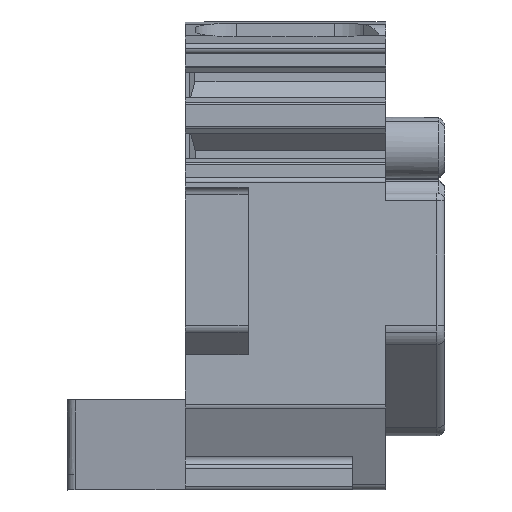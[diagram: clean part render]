
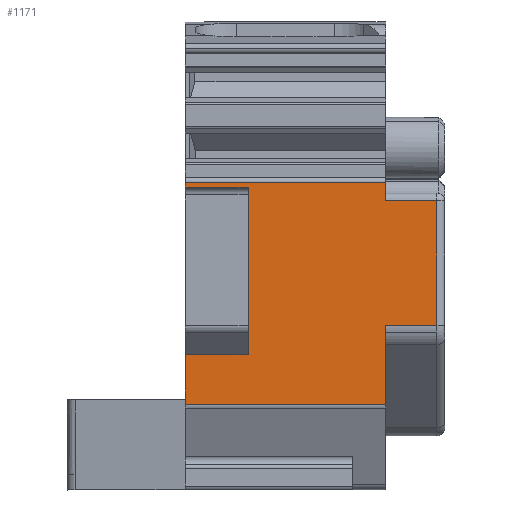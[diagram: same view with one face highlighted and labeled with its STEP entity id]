
A CAD part, front view. The second image highlights one B-rep face of the part: STEP entity #1171.
In plain terms, the highlighted planar face has unit normal (0, -1, 0).
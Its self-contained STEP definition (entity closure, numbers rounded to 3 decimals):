
#1094=AXIS2_PLACEMENT_3D('Plane Axis2P3D',#1091,#1092,#1093) ;
#41=CARTESIAN_POINT('Vertex',(6.,0.,15.402)) ;
#57=CARTESIAN_POINT('Vertex',(9.2,0.,15.402)) ;
#60=CARTESIAN_POINT('Line Origine',(7.6,0.,15.402)) ;
#119=CARTESIAN_POINT('Line Origine',(6.,0.,15.527)) ;
#123=CARTESIAN_POINT('Vertex',(6.,0.,15.652)) ;
#1026=CARTESIAN_POINT('Vertex',(9.2,0.,6.885)) ;
#1029=CARTESIAN_POINT('Line Origine',(9.2,0.,11.144)) ;
#1091=CARTESIAN_POINT('Axis2P3D Location',(16.2,0.,4.366)) ;
#1096=CARTESIAN_POINT('Line Origine',(16.2,0.,6.375)) ;
#1100=CARTESIAN_POINT('Vertex',(16.2,0.,4.366)) ;
#1102=CARTESIAN_POINT('Vertex',(16.2,0.,8.384)) ;
#1105=CARTESIAN_POINT('Line Origine',(17.5,0.,8.384)) ;
#1109=CARTESIAN_POINT('Vertex',(18.8,0.,8.384)) ;
#1112=CARTESIAN_POINT('Line Origine',(18.8,0.,11.543)) ;
#1116=CARTESIAN_POINT('Vertex',(18.8,0.,14.702)) ;
#1119=CARTESIAN_POINT('Line Origine',(17.5,0.,14.702)) ;
#1123=CARTESIAN_POINT('Vertex',(16.2,0.,14.702)) ;
#1126=CARTESIAN_POINT('Line Origine',(16.2,0.,15.177)) ;
#1130=CARTESIAN_POINT('Vertex',(16.2,0.,15.652)) ;
#1133=CARTESIAN_POINT('Line Origine',(11.1,0.,15.652)) ;
#1138=CARTESIAN_POINT('Line Origine',(7.6,0.,6.885)) ;
#1142=CARTESIAN_POINT('Vertex',(6.,0.,6.885)) ;
#1145=CARTESIAN_POINT('Line Origine',(6.,0.,5.625)) ;
#1149=CARTESIAN_POINT('Vertex',(6.,0.,4.366)) ;
#1152=CARTESIAN_POINT('Line Origine',(11.1,0.,4.366)) ;
#61=DIRECTION('Vector Direction',(-1.,0.,0.)) ;
#120=DIRECTION('Vector Direction',(0.,0.,1.)) ;
#1030=DIRECTION('Vector Direction',(0.,0.,1.)) ;
#1092=DIRECTION('Axis2P3D Direction',(0.,1.,-0.)) ;
#1093=DIRECTION('Axis2P3D XDirection',(0.,0.,1.)) ;
#1097=DIRECTION('Vector Direction',(0.,0.,1.)) ;
#1106=DIRECTION('Vector Direction',(1.,0.,0.)) ;
#1113=DIRECTION('Vector Direction',(0.,0.,-1.)) ;
#1120=DIRECTION('Vector Direction',(-1.,0.,0.)) ;
#1127=DIRECTION('Vector Direction',(0.,0.,1.)) ;
#1134=DIRECTION('Vector Direction',(-1.,0.,0.)) ;
#1139=DIRECTION('Vector Direction',(-1.,0.,0.)) ;
#1146=DIRECTION('Vector Direction',(0.,0.,1.)) ;
#1153=DIRECTION('Vector Direction',(1.,0.,0.)) ;
#62=VECTOR('Line Direction',#61,1.) ;
#121=VECTOR('Line Direction',#120,1.) ;
#1031=VECTOR('Line Direction',#1030,1.) ;
#1098=VECTOR('Line Direction',#1097,1.) ;
#1107=VECTOR('Line Direction',#1106,1.) ;
#1114=VECTOR('Line Direction',#1113,1.) ;
#1121=VECTOR('Line Direction',#1120,1.) ;
#1128=VECTOR('Line Direction',#1127,1.) ;
#1135=VECTOR('Line Direction',#1134,1.) ;
#1140=VECTOR('Line Direction',#1139,1.) ;
#1147=VECTOR('Line Direction',#1146,1.) ;
#1154=VECTOR('Line Direction',#1153,1.) ;
#1158=ORIENTED_EDGE('',*,*,#1104,.T.) ;
#1159=ORIENTED_EDGE('',*,*,#1111,.T.) ;
#1160=ORIENTED_EDGE('',*,*,#1118,.T.) ;
#1161=ORIENTED_EDGE('',*,*,#1125,.T.) ;
#1162=ORIENTED_EDGE('',*,*,#1132,.T.) ;
#1163=ORIENTED_EDGE('',*,*,#1137,.T.) ;
#1164=ORIENTED_EDGE('',*,*,#125,.F.) ;
#1165=ORIENTED_EDGE('',*,*,#64,.F.) ;
#1166=ORIENTED_EDGE('',*,*,#1033,.F.) ;
#1167=ORIENTED_EDGE('',*,*,#1144,.T.) ;
#1168=ORIENTED_EDGE('',*,*,#1151,.F.) ;
#1169=ORIENTED_EDGE('',*,*,#1156,.T.) ;
#1171=ADVANCED_FACE('MLD',(#1170),#1095,.F.) ;
#64=EDGE_CURVE('',#58,#42,#63,.T.) ;
#125=EDGE_CURVE('',#42,#124,#122,.T.) ;
#1033=EDGE_CURVE('',#1027,#58,#1032,.T.) ;
#1104=EDGE_CURVE('',#1101,#1103,#1099,.T.) ;
#1111=EDGE_CURVE('',#1103,#1110,#1108,.T.) ;
#1118=EDGE_CURVE('',#1110,#1117,#1115,.F.) ;
#1125=EDGE_CURVE('',#1117,#1124,#1122,.T.) ;
#1132=EDGE_CURVE('',#1124,#1131,#1129,.T.) ;
#1137=EDGE_CURVE('',#1131,#124,#1136,.T.) ;
#1144=EDGE_CURVE('',#1027,#1143,#1141,.T.) ;
#1151=EDGE_CURVE('',#1150,#1143,#1148,.T.) ;
#1156=EDGE_CURVE('',#1150,#1101,#1155,.T.) ;
#1157=EDGE_LOOP('',(#1158,#1159,#1160,#1161,#1162,#1163,#1164,#1165,#1166,#1167,#1168,#1169)) ;
#1170=FACE_OUTER_BOUND('',#1157,.T.) ;
#63=LINE('Line',#60,#62) ;
#122=LINE('Line',#119,#121) ;
#1032=LINE('Line',#1029,#1031) ;
#1099=LINE('Line',#1096,#1098) ;
#1108=LINE('Line',#1105,#1107) ;
#1115=LINE('Line',#1112,#1114) ;
#1122=LINE('Line',#1119,#1121) ;
#1129=LINE('Line',#1126,#1128) ;
#1136=LINE('Line',#1133,#1135) ;
#1141=LINE('Line',#1138,#1140) ;
#1148=LINE('Line',#1145,#1147) ;
#1155=LINE('Line',#1152,#1154) ;
#1095=PLANE('',#1094) ;
#42=VERTEX_POINT('',#41) ;
#58=VERTEX_POINT('',#57) ;
#124=VERTEX_POINT('',#123) ;
#1027=VERTEX_POINT('',#1026) ;
#1101=VERTEX_POINT('',#1100) ;
#1103=VERTEX_POINT('',#1102) ;
#1110=VERTEX_POINT('',#1109) ;
#1117=VERTEX_POINT('',#1116) ;
#1124=VERTEX_POINT('',#1123) ;
#1131=VERTEX_POINT('',#1130) ;
#1143=VERTEX_POINT('',#1142) ;
#1150=VERTEX_POINT('',#1149) ;
